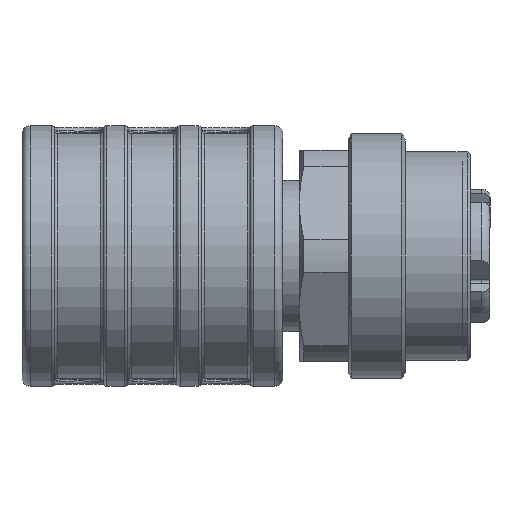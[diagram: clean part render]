
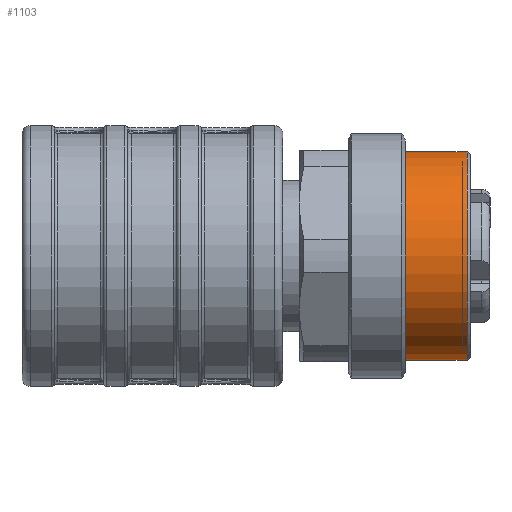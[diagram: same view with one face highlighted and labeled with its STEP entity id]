
A CAD part, left-side view. The second image highlights one B-rep face of the part: STEP entity #1103.
In plain terms, the highlighted cylindrical face has radius 6.4 mm (diameter 12.8 mm), a full revolution.
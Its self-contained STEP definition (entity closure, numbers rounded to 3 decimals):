
#519=FACE_BOUND('',#2370,.T.);
#520=FACE_BOUND('',#2371,.T.);
#847=CYLINDRICAL_SURFACE('',#9452,6.4);
#1103=ADVANCED_FACE('',(#519,#520),#847,.T.);
#2370=EDGE_LOOP('',(#4633));
#2371=EDGE_LOOP('',(#4634));
#4633=ORIENTED_EDGE('',*,*,#7773,.T.);
#4634=ORIENTED_EDGE('',*,*,#7774,.T.);
#6810=VERTEX_POINT('',#13147);
#6811=VERTEX_POINT('',#13150);
#7773=EDGE_CURVE('',#6810,#6810,#8901,.T.);
#7774=EDGE_CURVE('',#6811,#6811,#8902,.T.);
#8901=CIRCLE('',#9449,6.4);
#8902=CIRCLE('',#9451,6.4);
#9449=AXIS2_PLACEMENT_3D('',#13146,#10767,#10768);
#9451=AXIS2_PLACEMENT_3D('',#13149,#10771,#10772);
#9452=AXIS2_PLACEMENT_3D('',#13151,#10773,#10774);
#10767=DIRECTION('',(0.,1.,0.));
#10768=DIRECTION('',(1.,0.,0.));
#10771=DIRECTION('',(0.,-1.,0.));
#10772=DIRECTION('',(0.,0.,-1.));
#10773=DIRECTION('',(0.,-1.,0.));
#10774=DIRECTION('',(0.,0.,-1.));
#13146=CARTESIAN_POINT('',(37.901,-19.3,0.));
#13147=CARTESIAN_POINT('',(44.301,-19.3,0.));
#13149=CARTESIAN_POINT('',(37.901,-15.5,0.));
#13150=CARTESIAN_POINT('',(37.901,-15.5,-6.4));
#13151=CARTESIAN_POINT('',(37.901,-19.5,0.));
